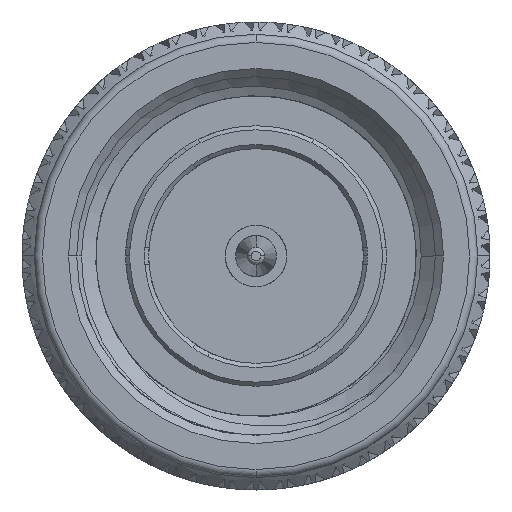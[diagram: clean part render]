
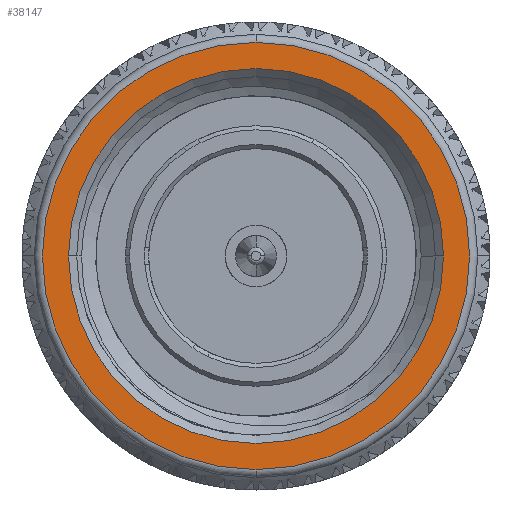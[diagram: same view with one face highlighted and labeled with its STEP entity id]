
A CAD part, left-side view. The second image highlights one B-rep face of the part: STEP entity #38147.
In plain terms, the highlighted planar face has unit normal (-1, 0, 0).
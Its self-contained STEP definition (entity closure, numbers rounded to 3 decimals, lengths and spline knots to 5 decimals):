
#1248 = DIRECTION ( 'NONE',  ( 0., 0., 1. ) ) ;
#3646 = CARTESIAN_POINT ( 'NONE',  ( 0., 0., 0.26059 ) ) ;
#4003 = CIRCLE ( 'NONE', #68752, 0.22875 ) ;
#7359 = EDGE_CURVE ( 'NONE', #41969, #64156, #84359, .T. ) ;
#9038 = DIRECTION ( 'NONE',  ( 0., 1., 0. ) ) ;
#15819 = CARTESIAN_POINT ( 'NONE',  ( 0., 0., 0. ) ) ;
#16001 = ORIENTED_EDGE ( 'NONE', *, *, #34664, .T. ) ;
#17080 = FACE_BOUND ( 'NONE', #17676, .T. ) ;
#17676 = EDGE_LOOP ( 'NONE', ( #93970, #59414 ) ) ;
#21161 = ORIENTED_EDGE ( 'NONE', *, *, #67968, .T. ) ;
#22393 = CARTESIAN_POINT ( 'NONE',  ( 0., 0., -0.26059 ) ) ;
#24717 = EDGE_CURVE ( 'NONE', #64156, #41969, #4003, .T. ) ;
#26686 = DIRECTION ( 'NONE',  ( -1., 0., 0. ) ) ;
#28270 = DIRECTION ( 'NONE',  ( -1., 0., 0. ) ) ;
#34017 = AXIS2_PLACEMENT_3D ( 'NONE', #93688, #26686, #1248 ) ;
#34664 = EDGE_CURVE ( 'NONE', #43662, #82852, #72900, .T. ) ;
#36028 = CARTESIAN_POINT ( 'NONE',  ( 0., -0.22875, 0. ) ) ;
#37766 = DIRECTION ( 'NONE',  ( 1., 0., 0. ) ) ;
#38147 = ADVANCED_FACE ( 'NONE', ( #81699, #17080 ), #100189, .T. ) ;
#41969 = VERTEX_POINT ( 'NONE', #106394 ) ;
#42568 = DIRECTION ( 'NONE',  ( 1., 0., 0. ) ) ;
#43662 = VERTEX_POINT ( 'NONE', #3646 ) ;
#45455 = CARTESIAN_POINT ( 'NONE',  ( 0., 0., 0. ) ) ;
#46175 = DIRECTION ( 'NONE',  ( 0., 1., 0. ) ) ;
#46305 = DIRECTION ( 'NONE',  ( 0., 0., 1. ) ) ;
#56861 = DIRECTION ( 'NONE',  ( -1., 0., 0. ) ) ;
#59414 = ORIENTED_EDGE ( 'NONE', *, *, #7359, .T. ) ;
#64156 = VERTEX_POINT ( 'NONE', #36028 ) ;
#67723 = AXIS2_PLACEMENT_3D ( 'NONE', #71434, #28270, #46305 ) ;
#67968 = EDGE_CURVE ( 'NONE', #82852, #43662, #80792, .T. ) ;
#68422 = CARTESIAN_POINT ( 'NONE',  ( 0., 0., 0. ) ) ;
#68752 = AXIS2_PLACEMENT_3D ( 'NONE', #68422, #42568, #9038 ) ;
#71434 = CARTESIAN_POINT ( 'NONE',  ( 0., 0., 0. ) ) ;
#72900 = CIRCLE ( 'NONE', #34017, 0.26059 ) ;
#74953 = EDGE_LOOP ( 'NONE', ( #16001, #21161 ) ) ;
#76889 = AXIS2_PLACEMENT_3D ( 'NONE', #45455, #37766, #46175 ) ;
#80792 = CIRCLE ( 'NONE', #67723, 0.26059 ) ;
#81590 = AXIS2_PLACEMENT_3D ( 'NONE', #15819, #56861, #82543 ) ;
#81699 = FACE_OUTER_BOUND ( 'NONE', #74953, .T. ) ;
#82543 = DIRECTION ( 'NONE',  ( 0., 0., 1. ) ) ;
#82852 = VERTEX_POINT ( 'NONE', #22393 ) ;
#84359 = CIRCLE ( 'NONE', #76889, 0.22875 ) ;
#93688 = CARTESIAN_POINT ( 'NONE',  ( 0., 0., 0. ) ) ;
#93970 = ORIENTED_EDGE ( 'NONE', *, *, #24717, .T. ) ;
#100189 = PLANE ( 'NONE',  #81590 ) ;
#106394 = CARTESIAN_POINT ( 'NONE',  ( 0., 0.22875, 0. ) ) ;
